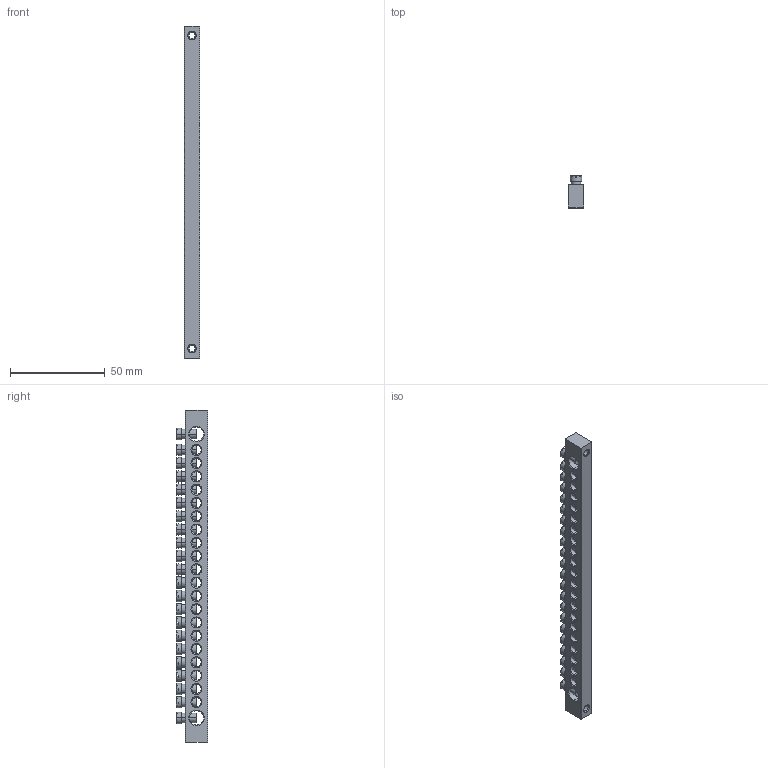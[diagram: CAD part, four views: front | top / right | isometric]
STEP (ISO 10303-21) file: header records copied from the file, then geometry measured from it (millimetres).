
FILE_DESCRIPTION (( 'STEP AP214' ), '1' );
FILE_NAME ('YNN21-22-100 Øèíà PEN çåìëÿ-íîëü 8õ12ìì 22_2 (22ãðóïïû_êðåï ïî êðàÿì) ÈÝÊ.STEP', '2016-08-24T13:30:50', ( 'user' ), ( '' ), 'SwSTEP 2.0', 'SolidWorks 2014', '' );
FILE_SCHEMA (( 'AUTOMOTIVE_DESIGN' ));
Length unit declared in the file: millimetre
Products named in the file (3): Âèíò_Œ5; Øèíà ÂõÍ n-2_8å12 22-2; YNN21-22-100 Øèíà PEN çåìëÿ-íîëü 8õ12ìì 22_2 (22ãðóïïû_êðåï ïî êðàÿì) ÈÝÊ
Assembly tree (23 placements, depth 2):
  YNN21-22-100 Øèíà PEN çåìëÿ-íîëü 8õ12ìì 22_2 (22ãðóïïû_êðåï ïî êðàÿì) ÈÝÊ
    Øèíà ÂõÍ n-2_8å12 22-2
    Âèíò_Œ5  x22
Bounding box: 8 x 16.7 x 175 mm (x, y, z)
Volume: 16316.9 mm3; surface area: 14926.8 mm2
Topology: 23 solids, 23 shells, 1118 faces, 2948 edges, 1898 vertices
Faces by surface type: plane 758, cone 180, cylinder 180
Entity records: 10436 total; most frequent: CARTESIAN_POINT 2823, DIRECTION 1536, ORIENTED_EDGE 1356, EDGE_CURVE 678, AXIS2_PLACEMENT_3D 616, VERTEX_POINT 407, EDGE_LOOP 373, CIRCLE 312
